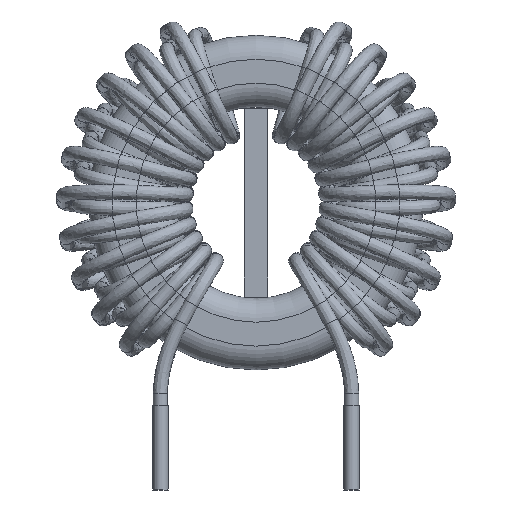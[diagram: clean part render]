
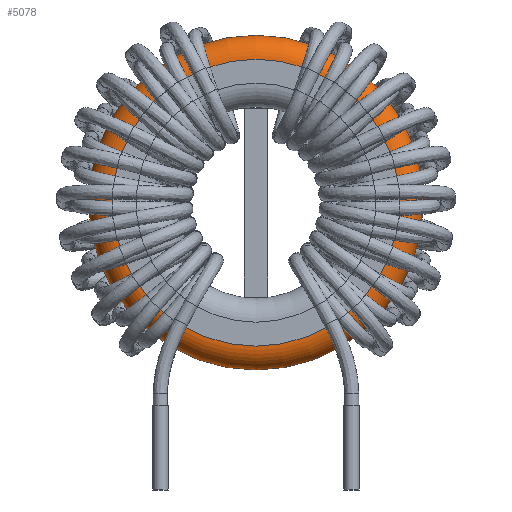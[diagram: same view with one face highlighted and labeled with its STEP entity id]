
A CAD part, left-side view. The second image highlights one B-rep face of the part: STEP entity #5078.
In plain terms, the highlighted toroidal (fillet/blend) face has major radius 6 mm and minor radius 1 mm.
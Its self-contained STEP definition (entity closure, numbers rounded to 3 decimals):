
#824=TOROIDAL_SURFACE('',#5537,6.,1.);
#830=FACE_OUTER_BOUND('',#1255,.T.);
#1255=EDGE_LOOP('',(#3415,#3416,#3417,#3418));
#1737=CIRCLE('',#5536,6.);
#1738=CIRCLE('',#5538,7.);
#1739=CIRCLE('',#5539,1.);
#2156=VERTEX_POINT('',#6955);
#2157=VERTEX_POINT('',#6958);
#2582=EDGE_CURVE('',#2156,#2156,#1737,.T.);
#2583=EDGE_CURVE('',#2157,#2157,#1738,.T.);
#2584=EDGE_CURVE('',#2157,#2156,#1739,.T.);
#3415=ORIENTED_EDGE('',*,*,#2583,.F.);
#3416=ORIENTED_EDGE('',*,*,#2584,.T.);
#3417=ORIENTED_EDGE('',*,*,#2582,.T.);
#3418=ORIENTED_EDGE('',*,*,#2584,.F.);
#5078=ADVANCED_FACE('',(#830),#824,.T.);
#5536=AXIS2_PLACEMENT_3D('',#6956,#6008,#6009);
#5537=AXIS2_PLACEMENT_3D('',#6957,#6010,#6011);
#5538=AXIS2_PLACEMENT_3D('',#6959,#6012,#6013);
#5539=AXIS2_PLACEMENT_3D('',#6960,#6014,#6015);
#6008=DIRECTION('center_axis',(1.,0.,0.));
#6009=DIRECTION('ref_axis',(0.,0.,-1.));
#6010=DIRECTION('center_axis',(1.,0.,0.));
#6011=DIRECTION('ref_axis',(0.,0.,-1.));
#6012=DIRECTION('center_axis',(1.,0.,0.));
#6013=DIRECTION('ref_axis',(0.,0.,-1.));
#6014=DIRECTION('center_axis',(0.,-1.,0.));
#6015=DIRECTION('ref_axis',(0.,0.,1.));
#6955=CARTESIAN_POINT('',(-2.,0.,15.));
#6956=CARTESIAN_POINT('Origin',(-2.,0.,9.));
#6957=CARTESIAN_POINT('Origin',(-1.,0.,9.));
#6958=CARTESIAN_POINT('',(-1.,0.,16.));
#6959=CARTESIAN_POINT('Origin',(-1.,0.,9.));
#6960=CARTESIAN_POINT('Origin',(-1.,0.,15.));
